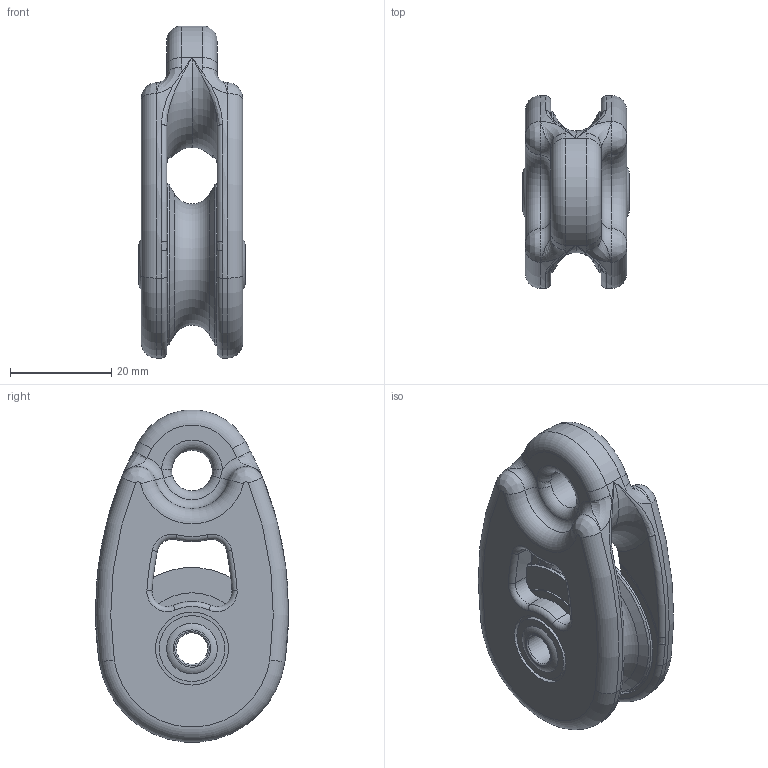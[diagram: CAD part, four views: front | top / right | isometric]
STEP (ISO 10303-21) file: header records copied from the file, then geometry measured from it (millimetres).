
FILE_DESCRIPTION(/* description */ (''),/* implementation_level */ '2;1');
FILE_NAME(/* name */ '17061908.stp',/* time_stamp */ '2017-06-19T09:51:31+02:00',/* author */ ('nicola'),/* organization */ (''),/* preprocessor_version */ 'ST-DEVELOPER v16.5',/* originating_system */ 'Autodesk Inventor 2017',/* authorisation */ '');
FILE_SCHEMA (('AUTOMOTIVE_DESIGN { 1 0 10303 214 3 1 1 }'));
Length unit declared in the file: millimetre
Products named in the file (1): 17061908
Bounding box: 21 x 38.06 x 65.49 mm (x, y, z)
Volume: 23483.6 mm3; surface area: 12344.2 mm2
Topology: 1 solids, 1 shells, 161 faces, 379 edges, 224 vertices
Faces by surface type: torus 70, cylinder 41, plane 24, bspline 20, sphere 4, cone 2
Full cylindrical faces by diameter (mm): 6.2 x1, 8 x3, 8.2 x2, 13 x2, 14.4 x2, 22 x2, 32 x2
Entity records: 5370 total; most frequent: CARTESIAN_POINT 1744, DIRECTION 840, ORIENTED_EDGE 692, AXIS2_PLACEMENT_3D 406, EDGE_CURVE 346, CIRCLE 260, VERTEX_POINT 218, EDGE_LOOP 202
